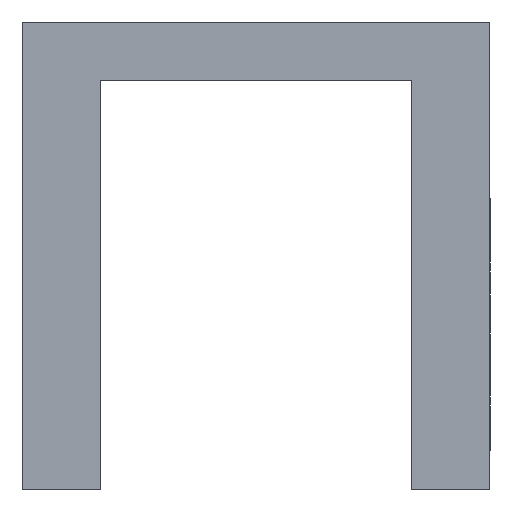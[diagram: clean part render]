
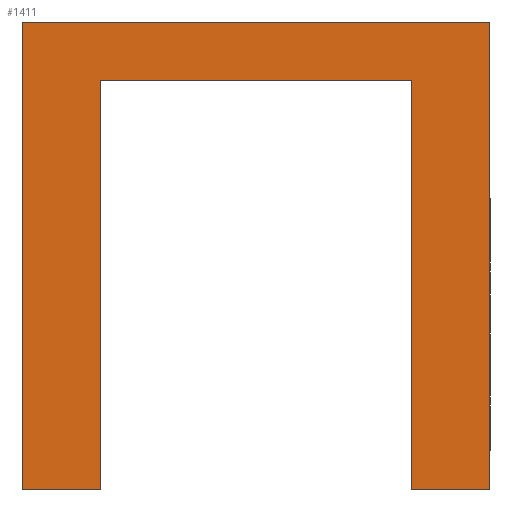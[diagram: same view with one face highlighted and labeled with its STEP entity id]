
A CAD part, front view. The second image highlights one B-rep face of the part: STEP entity #1411.
In plain terms, the highlighted planar face has unit normal (0, -1, 0).
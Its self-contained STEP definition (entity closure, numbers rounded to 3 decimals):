
#77 = ORIENTED_EDGE ( 'NONE', *, *, #1705, .F. ) ;
#90 = VECTOR ( 'NONE', #1284, 1000. ) ;
#121 = EDGE_LOOP ( 'NONE', ( #1340, #2030, #657, #2181, #1076, #77, #658, #1215 ) ) ;
#138 = VECTOR ( 'NONE', #203, 1000. ) ;
#139 = LINE ( 'NONE', #2173, #90 ) ;
#141 = EDGE_CURVE ( 'NONE', #358, #360, #590, .T. ) ;
#162 = EDGE_CURVE ( 'NONE', #1025, #879, #1461, .T. ) ;
#203 = DIRECTION ( 'NONE',  ( 1., 0., 0. ) ) ;
#208 = CARTESIAN_POINT ( 'NONE',  ( 6., 0., 1.5 ) ) ;
#243 = VECTOR ( 'NONE', #1343, 1000. ) ;
#304 = EDGE_CURVE ( 'NONE', #1553, #1698, #996, .T. ) ;
#319 = DIRECTION ( 'NONE',  ( -1., 0., 0. ) ) ;
#325 = CARTESIAN_POINT ( 'NONE',  ( 4., 0., 0. ) ) ;
#358 = VERTEX_POINT ( 'NONE', #325 ) ;
#360 = VERTEX_POINT ( 'NONE', #515 ) ;
#385 = VECTOR ( 'NONE', #1188, 1000. ) ;
#389 = VECTOR ( 'NONE', #579, 1000. ) ;
#435 = CARTESIAN_POINT ( 'NONE',  ( -4., 0., -10.5 ) ) ;
#449 = VECTOR ( 'NONE', #319, 1000. ) ;
#515 = CARTESIAN_POINT ( 'NONE',  ( -4., 0., 0. ) ) ;
#552 = CARTESIAN_POINT ( 'NONE',  ( -6., 0., 1.5 ) ) ;
#569 = DIRECTION ( 'NONE',  ( 0., 1., 0. ) ) ;
#579 = DIRECTION ( 'NONE',  ( -1., 0., 0. ) ) ;
#590 = LINE ( 'NONE', #1310, #389 ) ;
#604 = EDGE_CURVE ( 'NONE', #360, #1553, #1913, .T. ) ;
#618 = CARTESIAN_POINT ( 'NONE',  ( -4., 0., 0. ) ) ;
#657 = ORIENTED_EDGE ( 'NONE', *, *, #1357, .F. ) ;
#658 = ORIENTED_EDGE ( 'NONE', *, *, #1637, .F. ) ;
#743 = DIRECTION ( 'NONE',  ( 0., 0., 1. ) ) ;
#767 = DIRECTION ( 'NONE',  ( 0., 0., -1. ) ) ;
#879 = VERTEX_POINT ( 'NONE', #918 ) ;
#890 = LINE ( 'NONE', #1305, #2334 ) ;
#918 = CARTESIAN_POINT ( 'NONE',  ( 6., 0., -10.5 ) ) ;
#996 = LINE ( 'NONE', #435, #385 ) ;
#1025 = VERTEX_POINT ( 'NONE', #208 ) ;
#1038 = AXIS2_PLACEMENT_3D ( 'NONE', #1662, #569, #1652 ) ;
#1076 = ORIENTED_EDGE ( 'NONE', *, *, #162, .F. ) ;
#1138 = VERTEX_POINT ( 'NONE', #2250 ) ;
#1188 = DIRECTION ( 'NONE',  ( -1., 0., 0. ) ) ;
#1215 = ORIENTED_EDGE ( 'NONE', *, *, #304, .F. ) ;
#1275 = CARTESIAN_POINT ( 'NONE',  ( -6., 0., -10.5 ) ) ;
#1284 = DIRECTION ( 'NONE',  ( 0., 0., 1. ) ) ;
#1305 = CARTESIAN_POINT ( 'NONE',  ( 4., 0., 0. ) ) ;
#1310 = CARTESIAN_POINT ( 'NONE',  ( 4., 0., 0. ) ) ;
#1340 = ORIENTED_EDGE ( 'NONE', *, *, #604, .F. ) ;
#1343 = DIRECTION ( 'NONE',  ( 0., 0., -1. ) ) ;
#1357 = EDGE_CURVE ( 'NONE', #1138, #358, #890, .T. ) ;
#1411 = ADVANCED_FACE ( 'NONE', ( #1419 ), #1642, .F. ) ;
#1419 = FACE_OUTER_BOUND ( 'NONE', #121, .T. ) ;
#1429 = CARTESIAN_POINT ( 'NONE',  ( 4., 0., -10.5 ) ) ;
#1454 = LINE ( 'NONE', #2188, #138 ) ;
#1461 = LINE ( 'NONE', #1842, #1857 ) ;
#1473 = EDGE_CURVE ( 'NONE', #879, #1138, #1782, .T. ) ;
#1553 = VERTEX_POINT ( 'NONE', #1780 ) ;
#1637 = EDGE_CURVE ( 'NONE', #1698, #1666, #139, .T. ) ;
#1642 = PLANE ( 'NONE',  #1038 ) ;
#1652 = DIRECTION ( 'NONE',  ( 0., 0., 1. ) ) ;
#1662 = CARTESIAN_POINT ( 'NONE',  ( 0., 0., 0. ) ) ;
#1666 = VERTEX_POINT ( 'NONE', #552 ) ;
#1698 = VERTEX_POINT ( 'NONE', #1275 ) ;
#1705 = EDGE_CURVE ( 'NONE', #1666, #1025, #1454, .T. ) ;
#1780 = CARTESIAN_POINT ( 'NONE',  ( -4., 0., -10.5 ) ) ;
#1782 = LINE ( 'NONE', #1429, #449 ) ;
#1842 = CARTESIAN_POINT ( 'NONE',  ( 6., 0., -10.5 ) ) ;
#1857 = VECTOR ( 'NONE', #767, 1000. ) ;
#1913 = LINE ( 'NONE', #618, #243 ) ;
#2030 = ORIENTED_EDGE ( 'NONE', *, *, #141, .F. ) ;
#2173 = CARTESIAN_POINT ( 'NONE',  ( -6., 0., -10.5 ) ) ;
#2181 = ORIENTED_EDGE ( 'NONE', *, *, #1473, .F. ) ;
#2188 = CARTESIAN_POINT ( 'NONE',  ( -6., 0., 1.5 ) ) ;
#2250 = CARTESIAN_POINT ( 'NONE',  ( 4., 0., -10.5 ) ) ;
#2334 = VECTOR ( 'NONE', #743, 1000. ) ;
